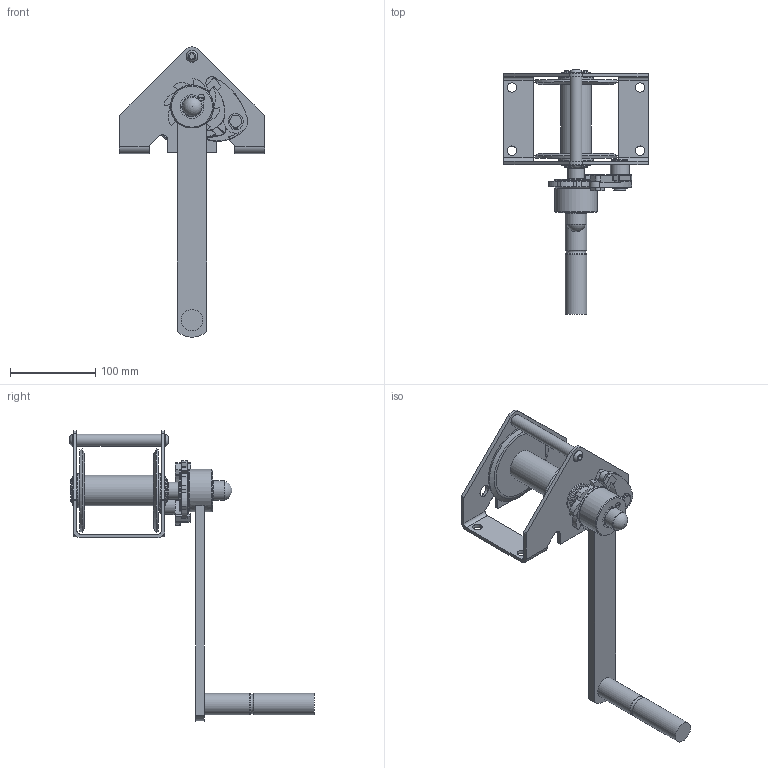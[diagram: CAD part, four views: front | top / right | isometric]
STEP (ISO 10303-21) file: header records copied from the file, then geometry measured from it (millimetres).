
FILE_DESCRIPTION(('STEP AP214'),'1');
FILE_NAME('PMH Vinsch KWV300.stp','2013-06-28T09:41:34',(' '),(' '),'Spatial InterOp 3D',' ',' ');
FILE_SCHEMA(('automotive_design'));
Length unit declared in the file: millimetre
Products named in the file (4): PMH Vinsch KWV300; 1; 2; 3
Assembly tree (3 placements, depth 2):
  PMH Vinsch KWV300
    1
    2
    3
Bounding box: 170 x 286.33 x 339.85 mm (x, y, z)
Volume: 566626.3 mm3; surface area: 187451.9 mm2
Topology: 3 solids, 7 shells, 434 faces, 1089 edges, 697 vertices
Faces by surface type: plane 164, cylinder 163, bspline 51, cone 31, torus 18, sphere 3, revolution 2, extrusion 2
Full cylindrical faces by diameter (mm): 1.7 x2, 5 x2, 6 x1, 8 x2, 8.5 x3, 10 x1, 11 x4, 12 x1, 14 x5, 18.5 x1, 20 x1, 22 x2, 23 x1, 24 x1, 25 x2, 27.5 x2, 28 x6, 34 x1, 36 x1, 40 x2, 50 x2
Entity records: 22999 total; most frequent: CARTESIAN_POINT 9632, DIRECTION 2017, ORIENTED_EDGE 1956, EDGE_CURVE 978, AXIS2_PLACEMENT_3D 779, VERTEX_POINT 672, EDGE_LOOP 579, FACE_OUTER_BOUND 489
